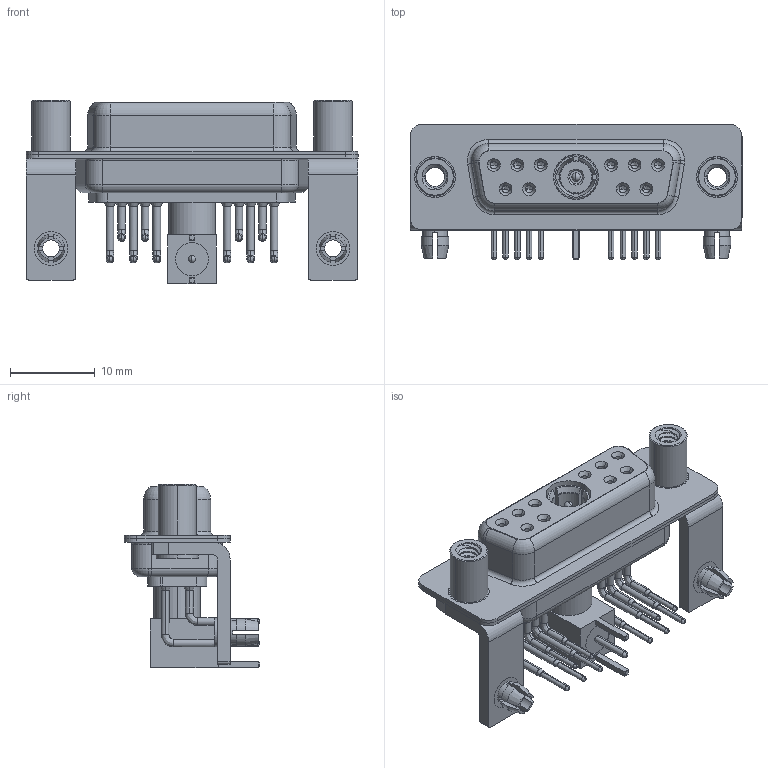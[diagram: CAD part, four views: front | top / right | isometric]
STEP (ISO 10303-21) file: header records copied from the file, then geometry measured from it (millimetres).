
FILE_DESCRIPTION (( 'STEP AP203' ), '1' );
FILE_NAME ('630-11W1240-7N5.STEP', '2022-05-31T10:01:39', ( '' ), ( '' ), 'SwSTEP 2.0', 'SolidWorks 2020', '' );
FILE_SCHEMA (( 'CONFIG_CONTROL_DESIGN' ));
Length unit declared in the file: millimetre
Products named in the file (16): Pin_RA; Co-Ax Plug_RA PC Tail; Locking Collar; 630Combo Contact Row 2; Insulator RA Pin; 630Combo Board Lock; Insulator Pin_Straight PC Tail; RA Back Shell; 630-11W1240-7N5; 630Combo Threaded Standoff_5; 630Combo Shell Front_15 Contacts; 630Combo Housing_11W1; Co-Ax Plug Assy_RA; 630Combo Shell Rear_15 Contacts; 630Combo Stabilizer Bracket; 630Combo Contact Row 1
Assembly tree (26 placements, depth 3):
  630-11W1240-7N5
    630Combo Housing_11W1
    630Combo Shell Front_15 Contacts
    630Combo Shell Rear_15 Contacts
    630Combo Stabilizer Bracket  x2
    630Combo Board Lock  x2
    630Combo Threaded Standoff_5  x2
    Co-Ax Plug Assy_RA
      Co-Ax Plug_RA PC Tail
      Insulator Pin_Straight PC Tail
      Pin_RA
      Locking Collar
      RA Back Shell
      Insulator RA Pin
    630Combo Contact Row 1  x6
    630Combo Contact Row 2  x4
Bounding box: 39.2 x 16 x 21.61 mm (x, y, z)
Volume: 3244.6 mm3; surface area: 8018.5 mm2
Topology: 25 solids, 25 shells, 1157 faces, 2920 edges, 1846 vertices
Faces by surface type: cylinder 524, plane 354, cone 165, torus 63, bspline 47, sphere 4
Entity records: 25238 total; most frequent: CARTESIAN_POINT 6079, DIRECTION 3851, ORIENTED_EDGE 3442, EDGE_CURVE 1721, AXIS2_PLACEMENT_3D 1557, VERTEX_POINT 1097, EDGE_LOOP 826, CIRCLE 825
